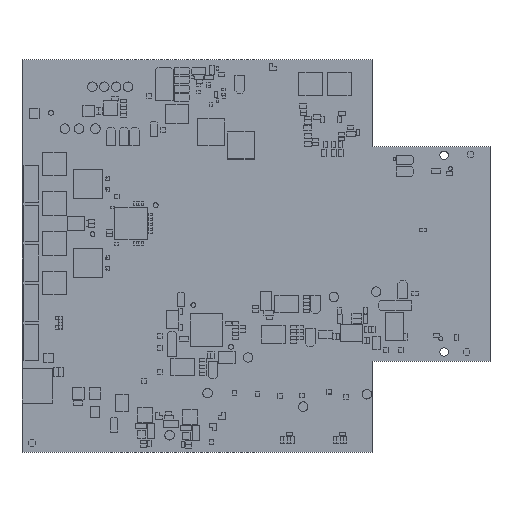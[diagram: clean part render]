
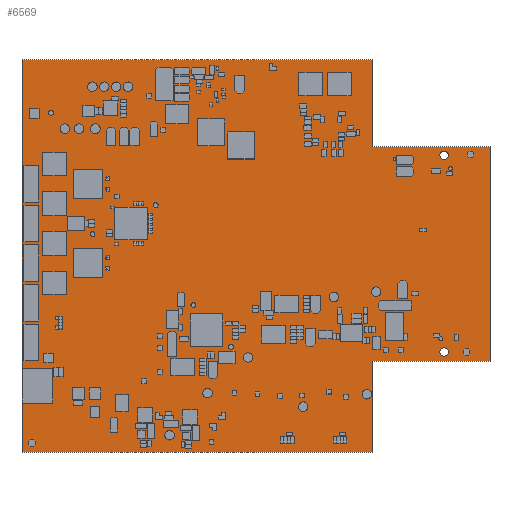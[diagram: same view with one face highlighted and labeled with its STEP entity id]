
A CAD part, top view. The second image highlights one B-rep face of the part: STEP entity #6569.
In plain terms, the highlighted planar face has unit normal (0, 0, 1).
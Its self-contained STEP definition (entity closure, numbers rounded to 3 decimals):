
#2298=CIRCLE($,#4689,0.635);
#2299=CIRCLE($,#4690,0.635);
#2302=CIRCLE($,#4695,0.635);
#2303=CIRCLE($,#4696,0.635);
#2306=CIRCLE($,#4701,1.346);
#2307=CIRCLE($,#4702,1.346);
#2310=CIRCLE($,#4707,1.346);
#2311=CIRCLE($,#4708,1.346);
#2314=CIRCLE($,#4713,0.495);
#2315=CIRCLE($,#4714,0.495);
#2318=CIRCLE($,#4719,0.495);
#2319=CIRCLE($,#4720,0.495);
#3917=FACE_OUTER_BOUND($,#4298,.F.);
#3927=FACE_OUTER_BOUND($,#4308,.T.);
#3931=FACE_OUTER_BOUND($,#4312,.T.);
#3935=FACE_OUTER_BOUND($,#4316,.T.);
#3939=FACE_OUTER_BOUND($,#4320,.T.);
#3943=FACE_OUTER_BOUND($,#4324,.T.);
#3947=FACE_OUTER_BOUND($,#4328,.T.);
#4298=EDGE_LOOP($,(#6938,#6939,#6940,#6941,#6942,#6943,#6944,#6945));
#4308=EDGE_LOOP($,(#6986,#6987));
#4312=EDGE_LOOP($,(#6998,#6999));
#4316=EDGE_LOOP($,(#7010,#7011));
#4320=EDGE_LOOP($,(#7022,#7023));
#4324=EDGE_LOOP($,(#7034,#7035));
#4328=EDGE_LOOP($,(#7046,#7047));
#4679=AXIS2_PLACEMENT_3D($,#14761,#12568,$);
#4689=AXIS2_PLACEMENT_3D($,#14781,#12568,$);
#4690=AXIS2_PLACEMENT_3D($,#14782,#12568,$);
#4695=AXIS2_PLACEMENT_3D($,#14793,#12568,$);
#4696=AXIS2_PLACEMENT_3D($,#14794,#12568,$);
#4701=AXIS2_PLACEMENT_3D($,#14805,#12568,$);
#4702=AXIS2_PLACEMENT_3D($,#14806,#12568,$);
#4707=AXIS2_PLACEMENT_3D($,#14817,#12568,$);
#4708=AXIS2_PLACEMENT_3D($,#14818,#12568,$);
#4713=AXIS2_PLACEMENT_3D($,#14829,#12568,$);
#4714=AXIS2_PLACEMENT_3D($,#14830,#12568,$);
#4719=AXIS2_PLACEMENT_3D($,#14841,#12568,$);
#4720=AXIS2_PLACEMENT_3D($,#14842,#12568,$);
#6216=PLANE($,#4679);
#6569=ADVANCED_FACE($,(#3917,#3927,#3931,#3935,#3939,#3943,#3947),#6216,
 .T.);
#6938=ORIENTED_EDGE($,*,*,#8504,.T.);
#6939=ORIENTED_EDGE($,*,*,#8505,.T.);
#6940=ORIENTED_EDGE($,*,*,#8506,.T.);
#6941=ORIENTED_EDGE($,*,*,#8507,.T.);
#6942=ORIENTED_EDGE($,*,*,#8508,.T.);
#6943=ORIENTED_EDGE($,*,*,#8509,.T.);
#6944=ORIENTED_EDGE($,*,*,#8510,.T.);
#6945=ORIENTED_EDGE($,*,*,#8511,.T.);
#6986=ORIENTED_EDGE($,*,*,#8529,.T.);
#6987=ORIENTED_EDGE($,*,*,#8530,.T.);
#6998=ORIENTED_EDGE($,*,*,#8536,.T.);
#6999=ORIENTED_EDGE($,*,*,#8537,.T.);
#7010=ORIENTED_EDGE($,*,*,#8543,.T.);
#7011=ORIENTED_EDGE($,*,*,#8544,.T.);
#7022=ORIENTED_EDGE($,*,*,#8550,.T.);
#7023=ORIENTED_EDGE($,*,*,#8551,.T.);
#7034=ORIENTED_EDGE($,*,*,#8557,.T.);
#7035=ORIENTED_EDGE($,*,*,#8558,.T.);
#7046=ORIENTED_EDGE($,*,*,#8564,.T.);
#7047=ORIENTED_EDGE($,*,*,#8565,.T.);
#8504=EDGE_CURVE($,#10969,#10970,#10158,.T.);
#8505=EDGE_CURVE($,#10970,#10971,#10159,.T.);
#8506=EDGE_CURVE($,#10971,#10972,#10160,.T.);
#8507=EDGE_CURVE($,#10972,#10973,#10161,.T.);
#8508=EDGE_CURVE($,#10973,#10974,#10162,.T.);
#8509=EDGE_CURVE($,#10974,#10975,#10163,.T.);
#8510=EDGE_CURVE($,#10975,#10976,#10164,.T.);
#8511=EDGE_CURVE($,#10976,#10969,#10165,.T.);
#8529=EDGE_CURVE($,#10987,#10988,#2298,.F.);
#8530=EDGE_CURVE($,#10988,#10987,#2299,.F.);
#8536=EDGE_CURVE($,#10993,#10994,#2302,.F.);
#8537=EDGE_CURVE($,#10994,#10993,#2303,.F.);
#8543=EDGE_CURVE($,#10999,#11000,#2306,.F.);
#8544=EDGE_CURVE($,#11000,#10999,#2307,.F.);
#8550=EDGE_CURVE($,#11005,#11006,#2310,.F.);
#8551=EDGE_CURVE($,#11006,#11005,#2311,.F.);
#8557=EDGE_CURVE($,#11011,#11012,#2314,.F.);
#8558=EDGE_CURVE($,#11012,#11011,#2315,.F.);
#8564=EDGE_CURVE($,#11017,#11018,#2318,.F.);
#8565=EDGE_CURVE($,#11018,#11017,#2319,.F.);
#9347=VECTOR($,#12571,29.21);
#9348=VECTOR($,#12572,112.395);
#9349=VECTOR($,#12573,125.73);
#9350=VECTOR($,#12574,112.395);
#9351=VECTOR($,#12575,27.94);
#9352=VECTOR($,#12576,37.465);
#9353=VECTOR($,#12577,68.58);
#9354=VECTOR($,#12578,37.465);
#10158=LINE($,#14760,#9347);
#10159=LINE($,#14761,#9348);
#10160=LINE($,#14762,#9349);
#10161=LINE($,#14763,#9350);
#10162=LINE($,#14764,#9351);
#10163=LINE($,#14765,#9352);
#10164=LINE($,#14766,#9353);
#10165=LINE($,#14767,#9354);
#10969=VERTEX_POINT($,#14760);
#10970=VERTEX_POINT($,#14761);
#10971=VERTEX_POINT($,#14762);
#10972=VERTEX_POINT($,#14763);
#10973=VERTEX_POINT($,#14764);
#10974=VERTEX_POINT($,#14765);
#10975=VERTEX_POINT($,#14766);
#10976=VERTEX_POINT($,#14767);
#10987=VERTEX_POINT($,#14778);
#10988=VERTEX_POINT($,#14779);
#10993=VERTEX_POINT($,#14790);
#10994=VERTEX_POINT($,#14791);
#10999=VERTEX_POINT($,#14802);
#11000=VERTEX_POINT($,#14803);
#11005=VERTEX_POINT($,#14814);
#11006=VERTEX_POINT($,#14815);
#11011=VERTEX_POINT($,#14826);
#11012=VERTEX_POINT($,#14827);
#11017=VERTEX_POINT($,#14838);
#11018=VERTEX_POINT($,#14839);
#12568=DIRECTION($,(0.,0.,1.));
#12571=DIRECTION($,(0.,-1.,0.));
#12572=DIRECTION($,(-1.,0.,0.));
#12573=DIRECTION($,(0.,1.,0.));
#12574=DIRECTION($,(1.,0.,0.));
#12575=DIRECTION($,(0.,-1.,0.));
#12576=DIRECTION($,(1.,0.,0.));
#12577=DIRECTION($,(0.,-1.,0.));
#12578=DIRECTION($,(-1.,0.,0.));
#14760=CARTESIAN_POINT('',(103.886,-1.016,0.));
#14761=CARTESIAN_POINT('',(103.886,-30.226,0.));
#14762=CARTESIAN_POINT('',(-8.509,-30.226,0.));
#14763=CARTESIAN_POINT('',(-8.509,95.504,0.));
#14764=CARTESIAN_POINT('',(103.886,95.504,0.));
#14765=CARTESIAN_POINT('',(103.886,67.564,0.));
#14766=CARTESIAN_POINT('',(141.351,67.564,0.));
#14767=CARTESIAN_POINT('',(141.351,-1.016,0.));
#14778=CARTESIAN_POINT('',(126.238,6.21,0.));
#14779=CARTESIAN_POINT('',(124.968,6.21,0.));
#14781=CARTESIAN_POINT('',(125.603,6.21,0.));
#14782=CARTESIAN_POINT('',(125.603,6.21,0.));
#14790=CARTESIAN_POINT('',(129.286,60.592,0.));
#14791=CARTESIAN_POINT('',(128.016,60.592,0.));
#14793=CARTESIAN_POINT('',(128.651,60.592,0.));
#14794=CARTESIAN_POINT('',(128.651,60.592,0.));
#14802=CARTESIAN_POINT('',(127.991,64.897,0.));
#14803=CARTESIAN_POINT('',(125.298,64.897,0.));
#14805=CARTESIAN_POINT('',(126.644,64.897,0.));
#14806=CARTESIAN_POINT('',(126.644,64.897,0.));
#14814=CARTESIAN_POINT('',(127.991,1.905,0.));
#14815=CARTESIAN_POINT('',(125.298,1.905,0.));
#14817=CARTESIAN_POINT('',(126.644,1.905,0.));
#14818=CARTESIAN_POINT('',(126.644,1.905,0.));
#14826=CARTESIAN_POINT('',(-2.665,-6.69,0.));
#14827=CARTESIAN_POINT('',(-3.655,-6.69,0.));
#14829=CARTESIAN_POINT('',(-3.16,-6.69,0.));
#14830=CARTESIAN_POINT('',(-3.16,-6.69,0.));
#14838=CARTESIAN_POINT('',(-2.665,-11.09,0.));
#14839=CARTESIAN_POINT('',(-3.655,-11.09,0.));
#14841=CARTESIAN_POINT('',(-3.16,-11.09,0.));
#14842=CARTESIAN_POINT('',(-3.16,-11.09,0.));
